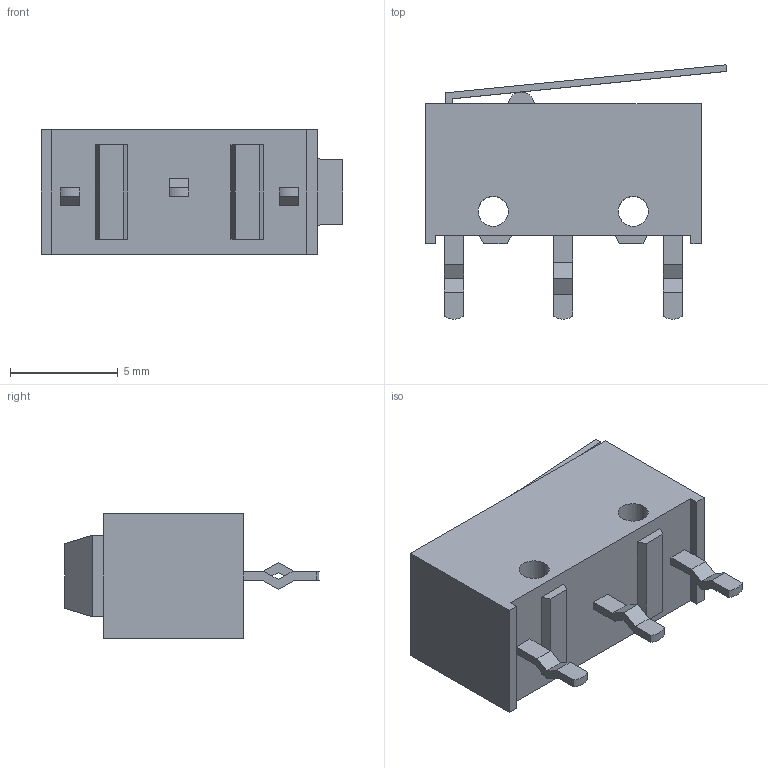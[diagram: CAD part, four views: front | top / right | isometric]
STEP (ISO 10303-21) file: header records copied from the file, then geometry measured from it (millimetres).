
FILE_DESCRIPTION(('FreeCAD Model'),'2;1');
FILE_NAME('D2FS-FL-N-T.step', '2018-07-19T12:46:39',('kicad StepUp'),('ksu MCAD'), 'Open CASCADE STEP processor 6.8','FreeCAD','Unknown');
FILE_SCHEMA(('AUTOMOTIVE_DESIGN_CC2 { 1 2 10303 214 -1 1 5 4 }'));
Length unit declared in the file: millimetre
Products named in the file (1): D2FS-FL-N-T
Bounding box: 13.98 x 11.8 x 5.8 mm (x, y, z)
Volume: 458.8 mm3; surface area: 614.2 mm2
Topology: 3 solids, 3 shells, 83 faces, 210 edges, 140 vertices
Faces by surface type: plane 75, cylinder 8
Entity records: 3057 total; most frequent: CARTESIAN_POINT 434, ORIENTED_EDGE 420, DIRECTION 394, EDGE_CURVE 210, LINE 194, VECTOR 194, VERTEX_POINT 140, AXIS2_PLACEMENT_3D 100
